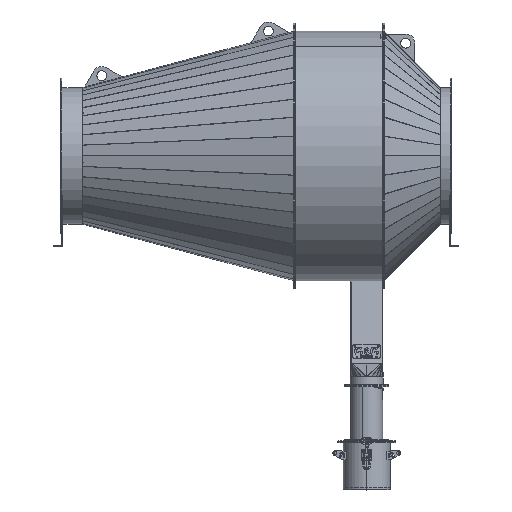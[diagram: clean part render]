
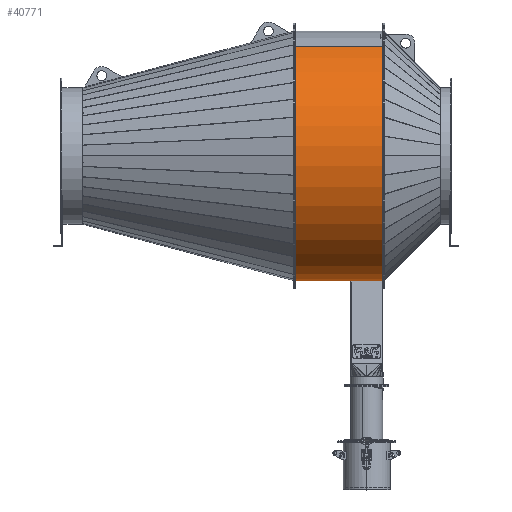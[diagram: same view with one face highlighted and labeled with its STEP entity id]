
A CAD part, top view. The second image highlights one B-rep face of the part: STEP entity #40771.
In plain terms, the highlighted cylindrical face has radius 579 mm (diameter 1158 mm), a partial arc.
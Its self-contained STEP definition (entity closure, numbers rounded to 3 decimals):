
#723 = CARTESIAN_POINT ( 'NONE',  ( -279.018, 415.2, -507.336 ) ) ;
#3530 = VERTEX_POINT ( 'NONE', #44729 ) ;
#3745 = EDGE_LOOP ( 'NONE', ( #18842, #12527, #9631, #39519 ) ) ;
#4836 = AXIS2_PLACEMENT_3D ( 'NONE', #33081, #48882, #13480 ) ;
#7086 = CARTESIAN_POINT ( 'NONE',  ( 0., 0., 0. ) ) ;
#9631 = ORIENTED_EDGE ( 'NONE', *, *, #40369, .F. ) ;
#11657 = CIRCLE ( 'NONE', #47997, 579. ) ;
#12527 = ORIENTED_EDGE ( 'NONE', *, *, #15551, .T. ) ;
#12989 = CIRCLE ( 'NONE', #20357, 579. ) ;
#13480 = DIRECTION ( 'NONE',  ( 0., 0., -1. ) ) ;
#15269 = DIRECTION ( 'NONE',  ( 0., 1., 0. ) ) ;
#15313 = DIRECTION ( 'NONE',  ( 0., -1., 0. ) ) ;
#15551 = EDGE_CURVE ( 'NONE', #26640, #16316, #12989, .T. ) ;
#16316 = VERTEX_POINT ( 'NONE', #41970 ) ;
#17358 = CYLINDRICAL_SURFACE ( 'NONE', #4836, 579. ) ;
#18842 = ORIENTED_EDGE ( 'NONE', *, *, #44569, .F. ) ;
#19191 = LINE ( 'NONE', #40957, #29437 ) ;
#20259 = CARTESIAN_POINT ( 'NONE',  ( -279.018, 0., -507.336 ) ) ;
#20357 = AXIS2_PLACEMENT_3D ( 'NONE', #7086, #26366, #50678 ) ;
#24604 = VECTOR ( 'NONE', #47922, 1000. ) ;
#26201 = VERTEX_POINT ( 'NONE', #40185 ) ;
#26366 = DIRECTION ( 'NONE',  ( 0., 1., 0. ) ) ;
#26640 = VERTEX_POINT ( 'NONE', #20259 ) ;
#29437 = VECTOR ( 'NONE', #15313, 1000. ) ;
#31517 = CARTESIAN_POINT ( 'NONE',  ( 0., 415.2, 0. ) ) ;
#33081 = CARTESIAN_POINT ( 'NONE',  ( 0., 415.2, 0. ) ) ;
#34627 = DIRECTION ( 'NONE',  ( 1., 0., 0. ) ) ;
#36696 = FACE_OUTER_BOUND ( 'NONE', #3745, .T. ) ;
#39519 = ORIENTED_EDGE ( 'NONE', *, *, #47856, .F. ) ;
#40185 = CARTESIAN_POINT ( 'NONE',  ( -279.018, 415.2, -507.336 ) ) ;
#40369 = EDGE_CURVE ( 'NONE', #3530, #16316, #19191, .T. ) ;
#40771 = ADVANCED_FACE ( 'NONE', ( #36696 ), #17358, .T. ) ;
#40957 = CARTESIAN_POINT ( 'NONE',  ( -0.251, 415.2, 579. ) ) ;
#41970 = CARTESIAN_POINT ( 'NONE',  ( -0.251, 0., 579. ) ) ;
#44569 = EDGE_CURVE ( 'NONE', #26640, #26201, #47663, .T. ) ;
#44729 = CARTESIAN_POINT ( 'NONE',  ( -0.251, 415.2, 579. ) ) ;
#47663 = LINE ( 'NONE', #723, #24604 ) ;
#47856 = EDGE_CURVE ( 'NONE', #26201, #3530, #11657, .T. ) ;
#47922 = DIRECTION ( 'NONE',  ( 0., 1., 0. ) ) ;
#47997 = AXIS2_PLACEMENT_3D ( 'NONE', #31517, #15269, #34627 ) ;
#48882 = DIRECTION ( 'NONE',  ( 0., -1., 0. ) ) ;
#50678 = DIRECTION ( 'NONE',  ( 1., 0., 0. ) ) ;
